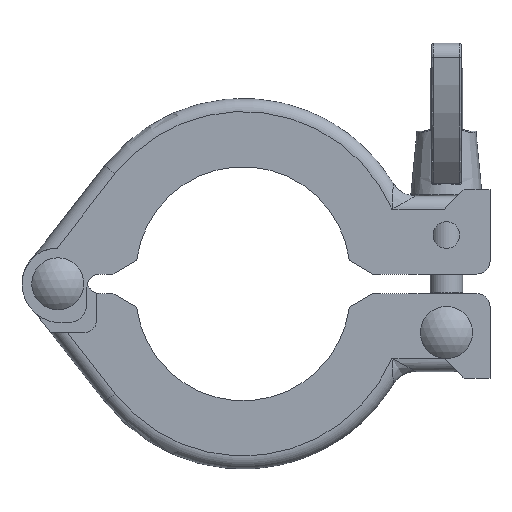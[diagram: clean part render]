
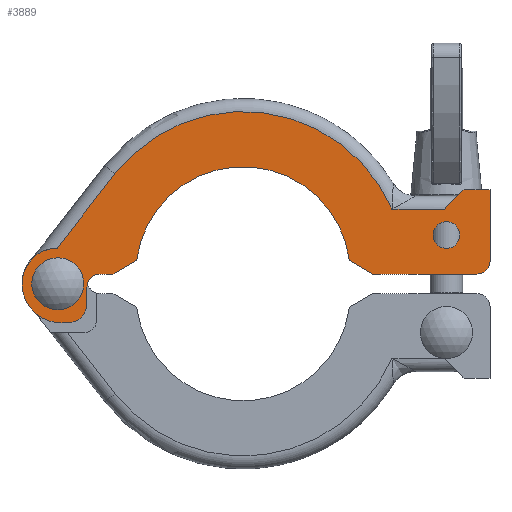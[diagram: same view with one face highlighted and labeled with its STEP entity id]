
A CAD part, front view. The second image highlights one B-rep face of the part: STEP entity #3889.
In plain terms, the highlighted face is planar.
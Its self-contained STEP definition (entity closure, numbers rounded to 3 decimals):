
#155=FACE_BOUND('',#534,.T.);
#156=FACE_BOUND('',#535,.T.);
#197=PLANE('',#4274);
#277=FACE_OUTER_BOUND('',#533,.T.);
#533=EDGE_LOOP('',(#2736,#2737,#2738,#2739,#2740,#2741,#2742,#2743,#2744,
#2745,#2746,#2747,#2748,#2749,#2750,#2751,#2752,#2753));
#534=EDGE_LOOP('',(#2754));
#535=EDGE_LOOP('',(#2755));
#833=LINE('',#6203,#1071);
#836=LINE('',#6212,#1074);
#854=LINE('',#6281,#1092);
#858=LINE('',#6290,#1096);
#861=LINE('',#6304,#1099);
#871=LINE('',#6325,#1109);
#878=LINE('',#6340,#1116);
#882=LINE('',#6354,#1120);
#901=LINE('',#6417,#1139);
#912=LINE('',#6436,#1150);
#913=LINE('',#6439,#1151);
#1071=VECTOR('',#4809,1000.);
#1074=VECTOR('',#4814,1000.);
#1092=VECTOR('',#4854,1000.);
#1096=VECTOR('',#4860,1000.);
#1099=VECTOR('',#4879,1000.);
#1109=VECTOR('',#4893,1000.);
#1116=VECTOR('',#4906,1000.);
#1120=VECTOR('',#4920,1000.);
#1139=VECTOR('',#4975,1000.);
#1150=VECTOR('',#4990,1000.);
#1151=VECTOR('',#4993,1000.);
#1303=CIRCLE('',#4212,2.05);
#1307=CIRCLE('',#4218,2.05);
#1309=CIRCLE('',#4221,16.5);
#1316=CIRCLE('',#4234,5.5);
#1318=CIRCLE('',#4239,6.);
#1320=CIRCLE('',#4242,3.);
#1327=CIRCLE('',#4262,2.);
#1331=CIRCLE('',#4275,2.);
#1332=CIRCLE('',#4276,25.);
#1610=VERTEX_POINT('',#6171);
#1614=VERTEX_POINT('',#6183);
#1616=VERTEX_POINT('',#6189);
#1617=VERTEX_POINT('',#6190);
#1621=VERTEX_POINT('',#6202);
#1623=VERTEX_POINT('',#6210);
#1641=VERTEX_POINT('',#6251);
#1642=VERTEX_POINT('',#6253);
#1644=VERTEX_POINT('',#6274);
#1647=VERTEX_POINT('',#6279);
#1648=VERTEX_POINT('',#6283);
#1651=VERTEX_POINT('',#6288);
#1654=VERTEX_POINT('',#6302);
#1662=VERTEX_POINT('',#6322);
#1663=VERTEX_POINT('',#6324);
#1668=VERTEX_POINT('',#6338);
#1673=VERTEX_POINT('',#6352);
#1693=VERTEX_POINT('',#6416);
#1699=VERTEX_POINT('',#6435);
#1700=VERTEX_POINT('',#6438);
#1973=EDGE_CURVE('',#1610,#1610,#1303,.T.);
#1979=EDGE_CURVE('',#1614,#1614,#1307,.T.);
#1982=EDGE_CURVE('',#1616,#1617,#1309,.T.);
#1987=EDGE_CURVE('',#1621,#1616,#833,.T.);
#1991=EDGE_CURVE('',#1623,#1617,#836,.T.);
#2010=EDGE_CURVE('',#1641,#1642,#1316,.T.);
#2016=EDGE_CURVE('',#1644,#1647,#854,.T.);
#2020=EDGE_CURVE('',#1648,#1651,#858,.T.);
#2022=EDGE_CURVE('',#1641,#1644,#1318,.T.);
#2024=EDGE_CURVE('',#1647,#1648,#1320,.T.);
#2028=EDGE_CURVE('',#1623,#1654,#861,.T.);
#2039=EDGE_CURVE('',#1663,#1662,#871,.T.);
#2047=EDGE_CURVE('',#1668,#1662,#878,.T.);
#2054=EDGE_CURVE('',#1668,#1673,#882,.T.);
#2062=EDGE_CURVE('',#1654,#1663,#1327,.T.);
#2083=EDGE_CURVE('',#1693,#1621,#901,.T.);
#2094=EDGE_CURVE('',#1699,#1642,#912,.T.);
#2095=EDGE_CURVE('',#1651,#1693,#1331,.T.);
#2096=EDGE_CURVE('',#1673,#1700,#913,.T.);
#2097=EDGE_CURVE('',#1700,#1699,#1332,.T.);
#2736=ORIENTED_EDGE('',*,*,#2094,.T.);
#2737=ORIENTED_EDGE('',*,*,#2010,.F.);
#2738=ORIENTED_EDGE('',*,*,#2022,.T.);
#2739=ORIENTED_EDGE('',*,*,#2016,.T.);
#2740=ORIENTED_EDGE('',*,*,#2024,.T.);
#2741=ORIENTED_EDGE('',*,*,#2020,.T.);
#2742=ORIENTED_EDGE('',*,*,#2095,.T.);
#2743=ORIENTED_EDGE('',*,*,#2083,.T.);
#2744=ORIENTED_EDGE('',*,*,#1987,.T.);
#2745=ORIENTED_EDGE('',*,*,#1982,.T.);
#2746=ORIENTED_EDGE('',*,*,#1991,.F.);
#2747=ORIENTED_EDGE('',*,*,#2028,.T.);
#2748=ORIENTED_EDGE('',*,*,#2062,.T.);
#2749=ORIENTED_EDGE('',*,*,#2039,.T.);
#2750=ORIENTED_EDGE('',*,*,#2047,.F.);
#2751=ORIENTED_EDGE('',*,*,#2054,.T.);
#2752=ORIENTED_EDGE('',*,*,#2096,.T.);
#2753=ORIENTED_EDGE('',*,*,#2097,.T.);
#2754=ORIENTED_EDGE('',*,*,#1979,.F.);
#2755=ORIENTED_EDGE('',*,*,#1973,.F.);
#3889=ADVANCED_FACE('',(#277,#155,#156),#197,.T.);
#4212=AXIS2_PLACEMENT_3D('',#6172,#4780,#4781);
#4218=AXIS2_PLACEMENT_3D('',#6184,#4794,#4795);
#4221=AXIS2_PLACEMENT_3D('',#6191,#4801,#4802);
#4234=AXIS2_PLACEMENT_3D('',#6254,#4846,#4847);
#4239=AXIS2_PLACEMENT_3D('',#6293,#4865,#4866);
#4242=AXIS2_PLACEMENT_3D('',#6296,#4871,#4872);
#4262=AXIS2_PLACEMENT_3D('',#6368,#4938,#4939);
#4274=AXIS2_PLACEMENT_3D('',#6434,#4988,#4989);
#4275=AXIS2_PLACEMENT_3D('',#6437,#4991,#4992);
#4276=AXIS2_PLACEMENT_3D('',#6440,#4994,#4995);
#4780=DIRECTION('center_axis',(0.,1.,0.));
#4781=DIRECTION('ref_axis',(0.,0.,1.));
#4794=DIRECTION('center_axis',(0.,1.,0.));
#4795=DIRECTION('ref_axis',(0.,0.,1.));
#4801=DIRECTION('center_axis',(0.,-1.,0.));
#4802=DIRECTION('ref_axis',(0.,0.,1.));
#4809=DIRECTION('',(0.866,0.,-0.5));
#4814=DIRECTION('',(-0.866,0.,-0.5));
#4846=DIRECTION('center_axis',(0.,-1.,0.));
#4847=DIRECTION('ref_axis',(0.,0.,1.));
#4854=DIRECTION('',(1.,0.,0.));
#4860=DIRECTION('',(0.,0.,-1.));
#4865=DIRECTION('center_axis',(0.,1.,0.));
#4866=DIRECTION('ref_axis',(0.,0.,1.));
#4871=DIRECTION('center_axis',(0.,1.,0.));
#4872=DIRECTION('ref_axis',(0.,0.,1.));
#4879=DIRECTION('',(1.,0.,0.));
#4893=DIRECTION('',(0.,0.,-1.));
#4906=DIRECTION('',(1.,0.,0.));
#4920=DIRECTION('',(-0.707,0.,0.707));
#4938=DIRECTION('center_axis',(0.,1.,0.));
#4939=DIRECTION('ref_axis',(0.,0.,1.));
#4975=DIRECTION('',(1.,0.,0.));
#4988=DIRECTION('center_axis',(0.,1.,0.));
#4989=DIRECTION('ref_axis',(0.,0.,1.));
#4990=DIRECTION('',(-0.616,0.,0.788));
#4991=DIRECTION('center_axis',(0.,-1.,0.));
#4992=DIRECTION('ref_axis',(0.,0.,1.));
#4993=DIRECTION('',(-1.,0.,0.));
#4994=DIRECTION('center_axis',(0.,1.,0.));
#4995=DIRECTION('ref_axis',(0.,0.,1.));
#6171=CARTESIAN_POINT('',(31.3,16.,-3.95));
#6172=CARTESIAN_POINT('Origin',(31.3,16.,-6.));
#6183=CARTESIAN_POINT('',(-28.5,16.,3.55));
#6184=CARTESIAN_POINT('Origin',(-28.5,16.,1.5));
#6189=CARTESIAN_POINT('',(-16.366,16.,-2.098));
#6190=CARTESIAN_POINT('',(16.366,16.,-2.098));
#6191=CARTESIAN_POINT('Origin',(0.,16.,0.));
#6202=CARTESIAN_POINT('',(-20.,16.,0.));
#6203=CARTESIAN_POINT('',(-48.502,16.,16.456));
#6210=CARTESIAN_POINT('',(20.,16.,0.));
#6212=CARTESIAN_POINT('',(-42.07,16.,-35.836));
#6251=CARTESIAN_POINT('',(-34.,16.,1.5));
#6253=CARTESIAN_POINT('',(-28.607,16.,-3.999));
#6254=CARTESIAN_POINT('Origin',(-28.5,16.,1.5));
#6274=CARTESIAN_POINT('',(-28.,16.,7.5));
#6279=CARTESIAN_POINT('',(-27.,16.,7.5));
#6281=CARTESIAN_POINT('',(-60.381,16.,7.5));
#6283=CARTESIAN_POINT('',(-24.,16.,4.5));
#6288=CARTESIAN_POINT('',(-24.,16.,2.));
#6290=CARTESIAN_POINT('',(-24.,16.,-4.119));
#6293=CARTESIAN_POINT('Origin',(-28.,16.,1.5));
#6296=CARTESIAN_POINT('Origin',(-27.,16.,4.5));
#6302=CARTESIAN_POINT('',(36.,16.,0.));
#6304=CARTESIAN_POINT('',(-60.381,16.,0.));
#6322=CARTESIAN_POINT('',(38.,16.,-13.));
#6324=CARTESIAN_POINT('',(38.,16.,-2.));
#6325=CARTESIAN_POINT('',(38.,16.,-4.119));
#6338=CARTESIAN_POINT('',(34.,16.,-13.));
#6340=CARTESIAN_POINT('',(-60.381,16.,-13.));
#6352=CARTESIAN_POINT('',(31.,16.,-10.));
#6354=CARTESIAN_POINT('',(-17.631,16.,38.631));
#6368=CARTESIAN_POINT('Origin',(36.,16.,-2.));
#6416=CARTESIAN_POINT('',(-22.,16.,0.));
#6417=CARTESIAN_POINT('',(-60.381,16.,0.));
#6434=CARTESIAN_POINT('Origin',(-60.381,16.,-4.119));
#6435=CARTESIAN_POINT('',(-19.695,16.,-15.398));
#6436=CARTESIAN_POINT('',(-40.603,16.,11.344));
#6437=CARTESIAN_POINT('Origin',(-22.,16.,2.));
#6438=CARTESIAN_POINT('',(22.913,16.,-10.));
#6439=CARTESIAN_POINT('',(-60.381,16.,-10.));
#6440=CARTESIAN_POINT('Origin',(0.,16.,0.));
